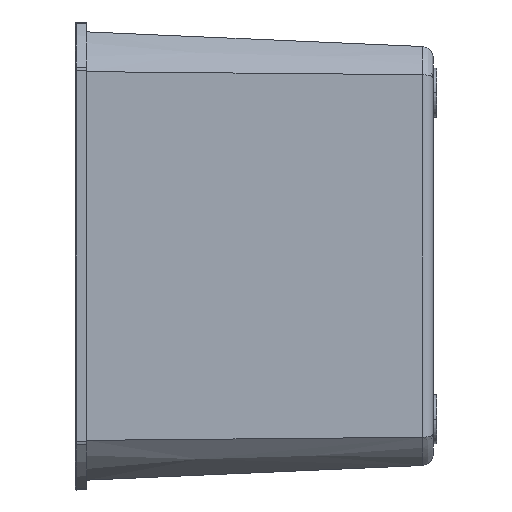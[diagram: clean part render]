
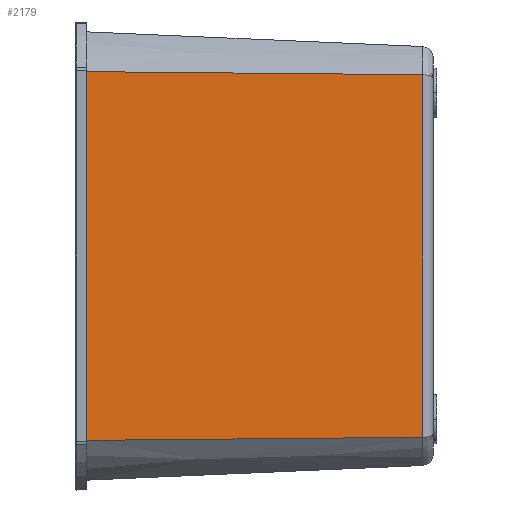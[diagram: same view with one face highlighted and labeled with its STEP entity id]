
A CAD part, left-side view. The second image highlights one B-rep face of the part: STEP entity #2179.
In plain terms, the highlighted planar face has unit normal (-0.999, -0.044, 0).
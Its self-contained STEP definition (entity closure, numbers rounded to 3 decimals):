
#2179=ADVANCED_FACE('',(#6211),#6212,.T.);
#2757=EDGE_CURVE('',#7013,#7016,#7017,.T.);
#2761=EDGE_CURVE('',#7021,#7016,#7022,.T.);
#2801=EDGE_CURVE('',#7072,#7013,#7075,.T.);
#2803=EDGE_CURVE('',#7072,#7077,#7078,.T.);
#2805=EDGE_CURVE('',#7080,#7077,#7081,.T.);
#2807=EDGE_CURVE('',#7080,#7021,#7083,.T.);
#6211=FACE_OUTER_BOUND('',#13922,.T.);
#6212=PLANE('',#13923);
#7013=VERTEX_POINT('',#17757);
#7016=VERTEX_POINT('',#17780);
#7017=LINE('',#17781,#17782);
#7021=VERTEX_POINT('',#17807);
#7022=LINE('',#17808,#17809);
#7072=VERTEX_POINT('',#17961);
#7075=LINE('',#17982,#17983);
#7077=VERTEX_POINT('',#17986);
#7078=B_SPLINE_CURVE_WITH_KNOTS('',3,(#17987,#17988,#17989,#17990,#17991),.UNSPECIFIED.,.F.,.F.,(4,1,4),(0.0,0.006,0.013),.UNSPECIFIED.);
#7080=VERTEX_POINT('',#17994);
#7081=LINE('',#17995,#17996);
#7083=B_SPLINE_CURVE_WITH_KNOTS('',3,(#17999,#18000,#18001,#18002,#18003),.UNSPECIFIED.,.F.,.F.,(4,1,4),(0.0,0.006,0.013),.UNSPECIFIED.);
#13922=EDGE_LOOP('',(#26559,#26560,#26561,#26562,#26563,#26564));
#13923=AXIS2_PLACEMENT_3D('',#26565,#26566,#26567);
#17757=CARTESIAN_POINT('',(-176.232,-5.,-82.435));
#17780=CARTESIAN_POINT('',(-176.232,-5.,82.435));
#17781=CARTESIAN_POINT('',(-176.232,-5.,-82.435));
#17782=VECTOR('',#27295,164.869);
#17807=CARTESIAN_POINT('',(-169.674,-155.205,81.058));
#17808=CARTESIAN_POINT('',(-169.674,-155.205,81.058));
#17809=VECTOR('',#27296,150.355);
#17961=CARTESIAN_POINT('',(-169.674,-155.205,-81.058));
#17982=CARTESIAN_POINT('',(-169.674,-155.205,-81.058));
#17983=VECTOR('',#27306,150.355);
#17986=CARTESIAN_POINT('',(-169.673,-155.218,-81.057));
#17987=CARTESIAN_POINT('',(-169.674,-155.205,-81.058));
#17988=CARTESIAN_POINT('',(-169.674,-155.207,-81.058));
#17989=CARTESIAN_POINT('',(-169.674,-155.212,-81.057));
#17990=CARTESIAN_POINT('',(-169.673,-155.216,-81.057));
#17991=CARTESIAN_POINT('',(-169.673,-155.218,-81.057));
#17994=CARTESIAN_POINT('',(-169.673,-155.218,81.057));
#17995=CARTESIAN_POINT('',(-169.673,-155.218,81.057));
#17996=VECTOR('',#27307,162.115);
#17999=CARTESIAN_POINT('',(-169.673,-155.218,81.057));
#18000=CARTESIAN_POINT('',(-169.673,-155.216,81.057));
#18001=CARTESIAN_POINT('',(-169.674,-155.212,81.057));
#18002=CARTESIAN_POINT('',(-169.674,-155.207,81.058));
#18003=CARTESIAN_POINT('',(-169.674,-155.205,81.058));
#26559=ORIENTED_EDGE('',*,*,#2801,.F.);
#26560=ORIENTED_EDGE('',*,*,#2803,.T.);
#26561=ORIENTED_EDGE('',*,*,#2805,.F.);
#26562=ORIENTED_EDGE('',*,*,#2807,.T.);
#26563=ORIENTED_EDGE('',*,*,#2761,.T.);
#26564=ORIENTED_EDGE('',*,*,#2757,.F.);
#26565=CARTESIAN_POINT('',(-172.957,-80.0,0.));
#26566=DIRECTION('',(-0.999,-0.044,0.0));
#26567=DIRECTION('',(0.0,0.0,1.0));
#27295=DIRECTION('',(0.,0.,1.0));
#27296=DIRECTION('',(-0.044,0.999,0.009));
#27306=DIRECTION('',(-0.044,0.999,-0.009));
#27307=DIRECTION('',(0.0,0.0,-1.0));
